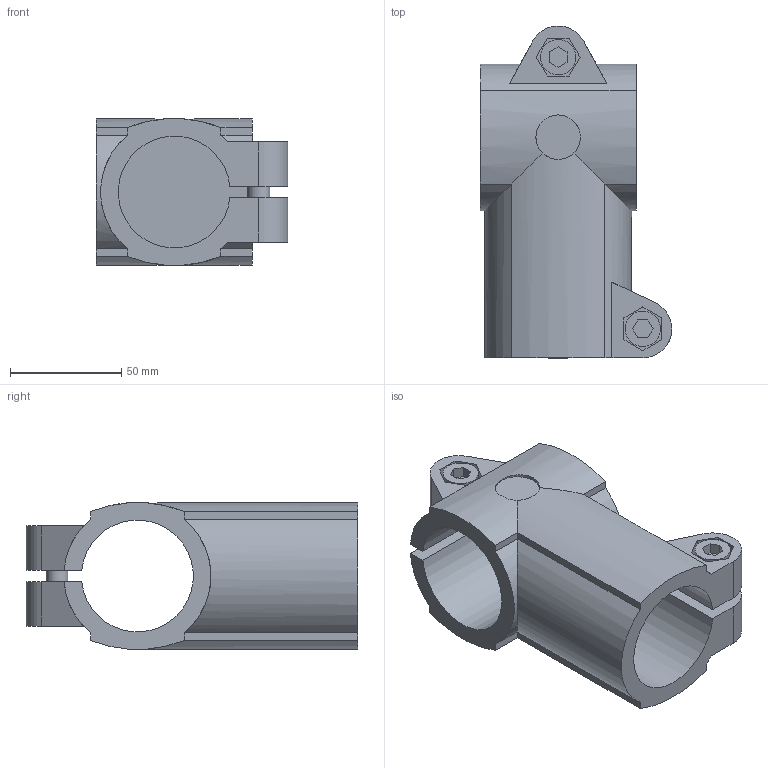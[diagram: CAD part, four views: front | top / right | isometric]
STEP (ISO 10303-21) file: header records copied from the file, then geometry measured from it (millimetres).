
FILE_DESCRIPTION( ( 'STEP AP214' ), '1' );
FILE_NAME( 'K0475.55050.stp', '2020-12-08T09:33:05', ( '' ), ( '' ), ' ', 'PARTsolutions', ' ' );
FILE_SCHEMA( ( 'AUTOMOTIVE_DESIGN { 1 0 10303 214 1 1 1 1 }' ) );
Length unit declared in the file: millimetre
Products named in the file (1): _K0475.55050
Bounding box: 85.98 x 148.96 x 66 mm (x, y, z)
Volume: 263832.9 mm3; surface area: 68284.4 mm2
Topology: 1 solids, 1 shells, 134 faces, 377 edges, 247 vertices
Faces by surface type: plane 82, cylinder 42, cone 6, torus 4
Full cylindrical faces by diameter (mm): 10 x4, 10.5 x2, 15.6 x2, 15.9 x2, 20 x1
Entity records: 5428 total; most frequent: CARTESIAN_POINT 918, DIRECTION 694, ORIENTED_EDGE 694, EDGE_CURVE 347, AXIS2_PLACEMENT_3D 238, VERTEX_POINT 238, LINE 218, VECTOR 218
